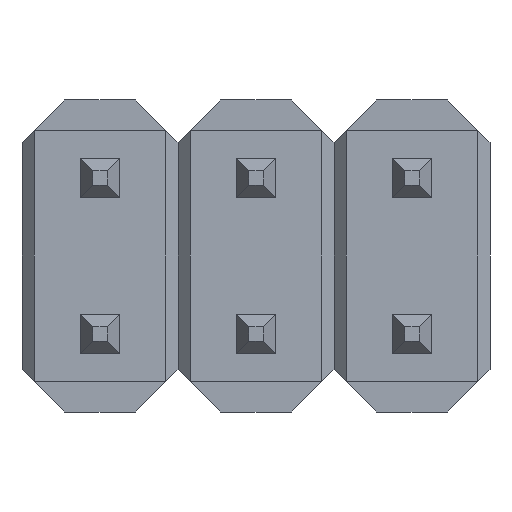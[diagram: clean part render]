
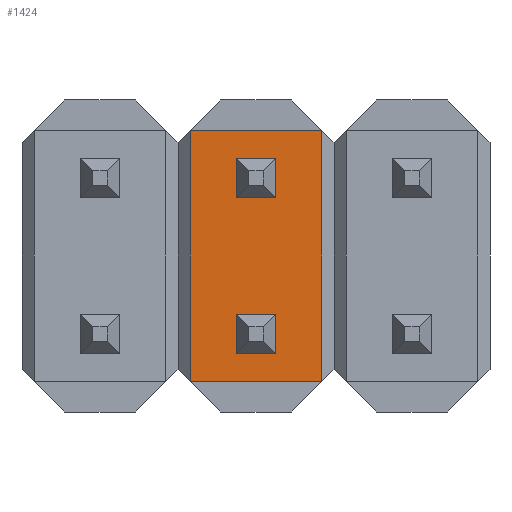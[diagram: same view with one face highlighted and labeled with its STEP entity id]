
A CAD part, front view. The second image highlights one B-rep face of the part: STEP entity #1424.
In plain terms, the highlighted planar face has unit normal (0, -1, 0).
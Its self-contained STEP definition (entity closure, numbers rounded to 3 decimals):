
#12 = EDGE_CURVE ( 'NONE', #1341, #1895, #490, .T. ) ;
#29 = ORIENTED_EDGE ( 'NONE', *, *, #1163, .T. ) ;
#55 = VECTOR ( 'NONE', #262, 1000. ) ;
#56 = ORIENTED_EDGE ( 'NONE', *, *, #12, .T. ) ;
#97 = CARTESIAN_POINT ( 'NONE',  ( 1.07, 0.8, 0. ) ) ;
#185 = CARTESIAN_POINT ( 'NONE',  ( 0., 0.8, 2.04 ) ) ;
#242 = DIRECTION ( 'NONE',  ( 0., 0., -1. ) ) ;
#262 = DIRECTION ( 'NONE',  ( 1., 0., 0. ) ) ;
#277 = AXIS2_PLACEMENT_3D ( 'NONE', #1115, #1564, #823 ) ;
#291 = ORIENTED_EDGE ( 'NONE', *, *, #383, .T. ) ;
#322 = LINE ( 'NONE', #185, #394 ) ;
#380 = CARTESIAN_POINT ( 'NONE',  ( -1.07, 0.8, 0. ) ) ;
#383 = EDGE_CURVE ( 'NONE', #1616, #1098, #1711, .T. ) ;
#394 = VECTOR ( 'NONE', #775, 1000. ) ;
#490 = LINE ( 'NONE', #97, #734 ) ;
#545 = CARTESIAN_POINT ( 'NONE',  ( 1.07, 0.8, 2.04 ) ) ;
#587 = EDGE_LOOP ( 'NONE', ( #56, #791, #291, #29 ) ) ;
#734 = VECTOR ( 'NONE', #1450, 1000. ) ;
#746 = CARTESIAN_POINT ( 'NONE',  ( -1.07, 0.8, 2.04 ) ) ;
#775 = DIRECTION ( 'NONE',  ( 1., 0., 0. ) ) ;
#791 = ORIENTED_EDGE ( 'NONE', *, *, #1348, .F. ) ;
#823 = DIRECTION ( 'NONE',  ( 0., 0., 1. ) ) ;
#1004 = CARTESIAN_POINT ( 'NONE',  ( 0., 0.8, -2.04 ) ) ;
#1098 = VERTEX_POINT ( 'NONE', #1725 ) ;
#1115 = CARTESIAN_POINT ( 'NONE',  ( 1.07, 0.8, -2.04 ) ) ;
#1163 = EDGE_CURVE ( 'NONE', #1098, #1341, #1435, .T. ) ;
#1341 = VERTEX_POINT ( 'NONE', #1517 ) ;
#1348 = EDGE_CURVE ( 'NONE', #1616, #1895, #322, .T. ) ;
#1424 = ADVANCED_FACE ( 'NONE', ( #1861 ), #1850, .T. ) ;
#1435 = LINE ( 'NONE', #1004, #55 ) ;
#1450 = DIRECTION ( 'NONE',  ( 0., 0., 1. ) ) ;
#1517 = CARTESIAN_POINT ( 'NONE',  ( 1.07, 0.8, -2.04 ) ) ;
#1564 = DIRECTION ( 'NONE',  ( 0., -1., 0. ) ) ;
#1616 = VERTEX_POINT ( 'NONE', #746 ) ;
#1670 = VECTOR ( 'NONE', #242, 1000. ) ;
#1711 = LINE ( 'NONE', #380, #1670 ) ;
#1725 = CARTESIAN_POINT ( 'NONE',  ( -1.07, 0.8, -2.04 ) ) ;
#1850 = PLANE ( 'NONE',  #277 ) ;
#1861 = FACE_OUTER_BOUND ( 'NONE', #587, .T. ) ;
#1895 = VERTEX_POINT ( 'NONE', #545 ) ;
